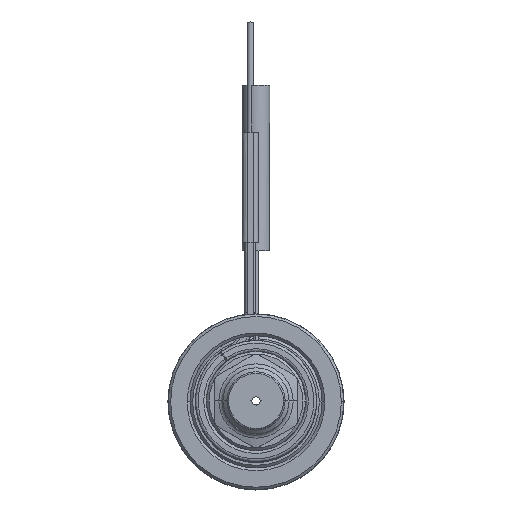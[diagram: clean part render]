
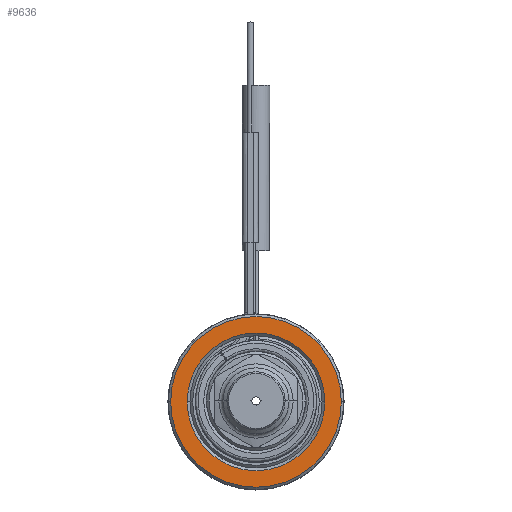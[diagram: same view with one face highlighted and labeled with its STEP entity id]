
A CAD part, top view. The second image highlights one B-rep face of the part: STEP entity #9636.
In plain terms, the highlighted planar face has unit normal (0, 0, 1).
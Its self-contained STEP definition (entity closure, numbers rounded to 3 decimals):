
#1506=CARTESIAN_POINT('',(0.,0.,25.));
#1507=DIRECTION('',(0.,0.,-1.));
#1508=DIRECTION('',(-1.,0.,0.));
#1509=AXIS2_PLACEMENT_3D('',#1506,#1507,#1508);
#1520=CARTESIAN_POINT('',(0.,0.,25.));
#1521=DIRECTION('',(0.,0.,-1.));
#1522=DIRECTION('',(1.,0.,0.));
#1523=AXIS2_PLACEMENT_3D('',#1520,#1521,#1522);
#1534=CARTESIAN_POINT('',(0.,0.,
25.));
#1535=DIRECTION('',(0.,0.,-1.));
#1536=DIRECTION('',(1.,0.,0.));
#1537=AXIS2_PLACEMENT_3D('',#1534,#1535,#1536);
#1548=CARTESIAN_POINT('',(0.,0.,25.));
#1549=DIRECTION('',(0.,0.,-1.));
#1550=DIRECTION('',(-1.,0.,0.));
#1551=AXIS2_PLACEMENT_3D('',#1548,#1549,#1550);
#7111=CARTESIAN_POINT('',(15.5,0.,25.));
#7112=CARTESIAN_POINT('',(-15.5,0.,
25.));
#7113=VERTEX_POINT('',#7111);
#7114=VERTEX_POINT('',#7112);
#7115=CARTESIAN_POINT('',(12.5,0.,25.));
#7116=CARTESIAN_POINT('',(-12.5,0.,25.));
#7117=VERTEX_POINT('',#7115);
#7118=VERTEX_POINT('',#7116);
#9621=CARTESIAN_POINT('',(0.,0.,25.));
#9622=DIRECTION('',(0.,0.,1.));
#9623=DIRECTION('',(-1.,0.,0.));
#9624=AXIS2_PLACEMENT_3D('',#9621,#9622,#9623);
#9625=PLANE('',#9624);
#9626=ORIENTED_EDGE('',*,*,#9603,.T.);
#9627=ORIENTED_EDGE('',*,*,#9588,.T.);
#9628=EDGE_LOOP('',(#9626,#9627));
#9629=FACE_OUTER_BOUND('',#9628,.F.);
#9631=ORIENTED_EDGE('',*,*,#9630,.F.);
#9633=ORIENTED_EDGE('',*,*,#9632,.F.);
#9634=EDGE_LOOP('',(#9631,#9633));
#9635=FACE_BOUND('',#9634,.F.);
#1510=CIRCLE('',#1509,15.5);
#1524=CIRCLE('',#1523,15.5);
#1538=CIRCLE('',#1537,12.5);
#1552=CIRCLE('',#1551,12.5);
#9588=EDGE_CURVE('',#7114,#7113,#1510,.T.);
#9603=EDGE_CURVE('',#7113,#7114,#1524,.T.);
#9630=EDGE_CURVE('',#7117,#7118,#1538,.T.);
#9632=EDGE_CURVE('',#7118,#7117,#1552,.T.);
#9636=ADVANCED_FACE('',(#9629,#9635),#9625,.T.);
